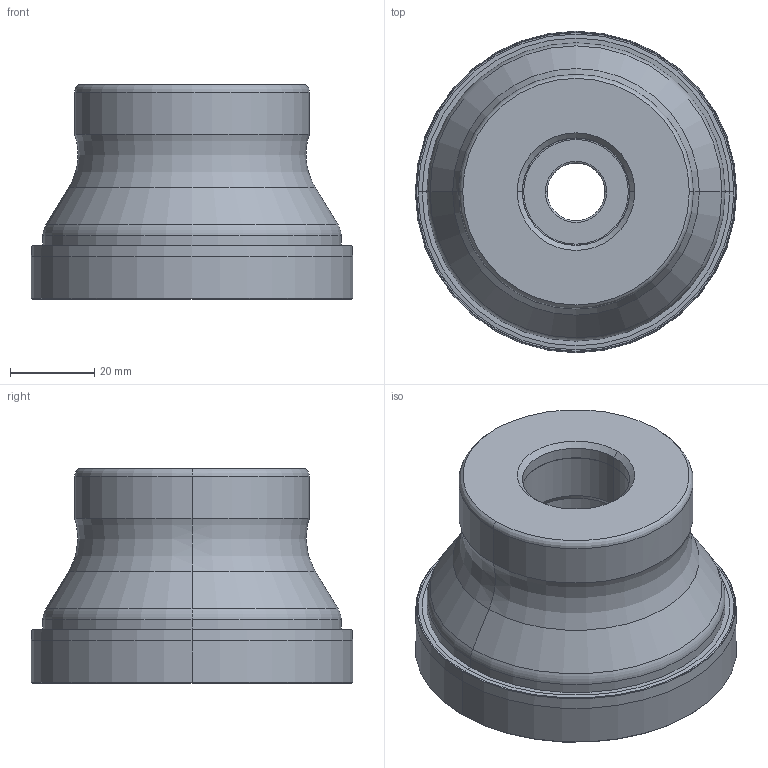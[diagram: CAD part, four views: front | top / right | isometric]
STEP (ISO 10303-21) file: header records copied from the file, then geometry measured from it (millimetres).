
FILE_DESCRIPTION(/* description */ (''),/* implementation_level */ '2;1');
FILE_NAME(/* name */ 'VOX400UR0310C_.stp',/* time_stamp */ '2023-03-24T14:29:49+09:00',/* author */ (''),/* organization */ (''),/* preprocessor_version */ 'ST-DEVELOPER v16',/* originating_system */ 'SIEMENS PLM Software NX 10.0',/* authorisation */ '');
FILE_SCHEMA (('AUTOMOTIVE_DESIGN { 1 0 10303 214 3 1 1 1 }'));
Length unit declared in the file: millimetre
Products named in the file (1): VOX400UR0310C__ASM
Bounding box: 76.2 x 76.2 x 50.8 mm (x, y, z)
Volume: 144388.6 mm3; surface area: 27201.3 mm2
Topology: 2 solids, 2 shells, 96 faces, 251 edges, 185 vertices
Faces by surface type: cone 54, torus 20, cylinder 16, plane 6
Entity records: 3132 total; most frequent: DIRECTION 617, CARTESIAN_POINT 494, ORIENTED_EDGE 456, AXIS2_PLACEMENT_3D 262, EDGE_CURVE 228, CIRCLE 158, VERTEX_POINT 138, EDGE_LOOP 102
